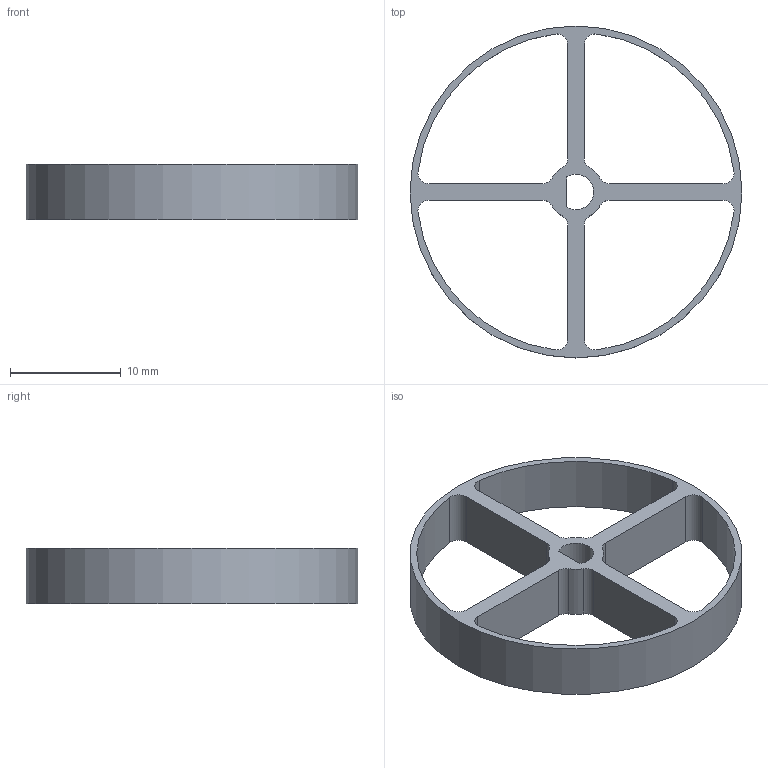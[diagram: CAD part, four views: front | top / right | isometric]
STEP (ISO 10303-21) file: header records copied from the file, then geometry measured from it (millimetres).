
FILE_DESCRIPTION(/* description */ (''),/* implementation_level */ '2;1');
FILE_NAME(/* name */ 'b10cdcc3-8ac3-4974-a652-7da4ae7acb20.stp',/* time_stamp */ '2022-10-31T22:47:29Z',/* author */ (''),/* organization */ (''),/* preprocessor_version */ 'ST-DEVELOPER v19.2',/* originating_system */ 'Autodesk Translation Framework v11.17.0.187',/* authorisation */ '');
FILE_SCHEMA (('AUTOMOTIVE_DESIGN { 1 0 10303 214 3 1 1 }'));
Length unit declared in the file: millimetre
Products named in the file (1): WheelV2
Bounding box: 30 x 30 x 5 mm (x, y, z)
Volume: 713.7 mm3; surface area: 1727.6 mm2
Topology: 1 solids, 1 shells, 37 faces, 105 edges, 70 vertices
Faces by surface type: cylinder 26, plane 11
Full cylindrical faces by diameter (mm): 30 x1
Entity records: 1298 total; most frequent: DIRECTION 233, CARTESIAN_POINT 213, ORIENTED_EDGE 210, EDGE_CURVE 105, AXIS2_PLACEMENT_3D 90, VERTEX_POINT 70, LINE 53, VECTOR 53
